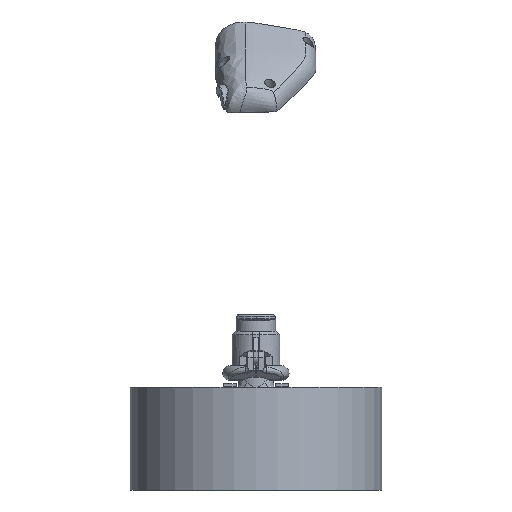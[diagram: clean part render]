
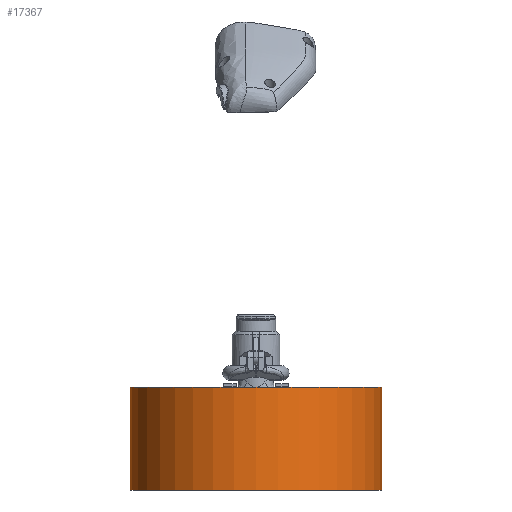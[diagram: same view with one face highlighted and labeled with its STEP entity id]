
A CAD part, front view. The second image highlights one B-rep face of the part: STEP entity #17367.
In plain terms, the highlighted cylindrical face has radius 70 mm (diameter 140 mm), a full revolution.
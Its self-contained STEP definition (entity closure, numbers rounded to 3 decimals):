
#829=CYLINDRICAL_SURFACE('',#18619,70.);
#1212=LINE('',#25938,#2528);
#2528=VECTOR('',#20708,70.);
#3995=FACE_OUTER_BOUND('',#5039,.T.);
#5039=EDGE_LOOP('',(#11675,#11676,#11677,#11678));
#6202=CIRCLE('',#18524,70.);
#6265=CIRCLE('',#18599,70.);
#7121=VERTEX_POINT('',#25717);
#7202=VERTEX_POINT('',#25903);
#8854=EDGE_CURVE('',#7121,#7121,#6202,.T.);
#8947=EDGE_CURVE('',#7202,#7202,#6265,.T.);
#8967=EDGE_CURVE('',#7121,#7202,#1212,.T.);
#11675=ORIENTED_EDGE('',*,*,#8854,.T.);
#11676=ORIENTED_EDGE('',*,*,#8967,.T.);
#11677=ORIENTED_EDGE('',*,*,#8947,.F.);
#11678=ORIENTED_EDGE('',*,*,#8967,.F.);
#17367=ADVANCED_FACE('',(#3995),#829,.T.);
#18524=AXIS2_PLACEMENT_3D('',#25718,#20486,#20487);
#18599=AXIS2_PLACEMENT_3D('',#25904,#20666,#20667);
#18619=AXIS2_PLACEMENT_3D('',#25937,#20706,#20707);
#20486=DIRECTION('center_axis',(0.,0.,1.));
#20487=DIRECTION('ref_axis',(1.,0.,0.));
#20666=DIRECTION('center_axis',(0.,0.,1.));
#20667=DIRECTION('ref_axis',(1.,0.,0.));
#20706=DIRECTION('center_axis',(0.,0.,-1.));
#20707=DIRECTION('ref_axis',(-1.,0.,0.));
#20708=DIRECTION('',(0.,0.,1.));
#25717=CARTESIAN_POINT('',(70.,0.,0.));
#25718=CARTESIAN_POINT('Origin',(0.,0.,0.));
#25903=CARTESIAN_POINT('',(70.,0.,57.));
#25904=CARTESIAN_POINT('Origin',(0.,0.,57.));
#25937=CARTESIAN_POINT('Origin',(0.,0.,57.));
#25938=CARTESIAN_POINT('',(70.,0.,57.));
